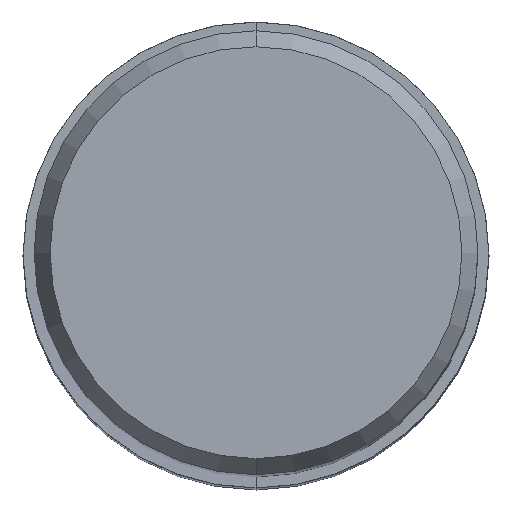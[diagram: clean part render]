
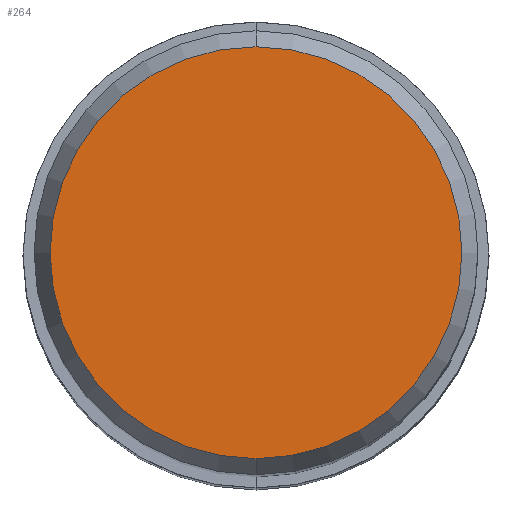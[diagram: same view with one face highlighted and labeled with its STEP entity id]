
A CAD part, top view. The second image highlights one B-rep face of the part: STEP entity #264.
In plain terms, the highlighted planar face has unit normal (0, 0, 1).
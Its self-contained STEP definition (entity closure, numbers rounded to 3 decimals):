
#176=VERTEX_POINT('',#361);
#196=EDGE_CURVE('',#224,#176,#384,.T.);
#224=VERTEX_POINT('',#416);
#256=EDGE_CURVE('',#176,#224,#454,.T.);
#264=ADVANCED_FACE('',(#462),#463,.T.);
#361=CARTESIAN_POINT('',(0.,-8.837,0.01));
#384=CIRCLE('',#599,8.837);
#416=CARTESIAN_POINT('',(0.0,8.837,0.01));
#454=CIRCLE('',#687,8.837);
#462=FACE_OUTER_BOUND('',#700,.T.);
#463=PLANE('',#701);
#599=AXIS2_PLACEMENT_3D('',#821,#822,#823);
#687=AXIS2_PLACEMENT_3D('',#921,#922,#923);
#700=EDGE_LOOP('',(#930,#931));
#701=AXIS2_PLACEMENT_3D('',#932,#933,#934);
#821=CARTESIAN_POINT('',(0.0,0.0,0.01));
#822=DIRECTION('',(0.0,0.0,-1.0));
#823=DIRECTION('',(0.0,1.0,0.0));
#921=CARTESIAN_POINT('',(0.0,0.0,0.01));
#922=DIRECTION('',(0.0,0.0,-1.0));
#923=DIRECTION('',(0.0,1.0,0.0));
#930=ORIENTED_EDGE('',*,*,#196,.F.);
#931=ORIENTED_EDGE('',*,*,#256,.F.);
#932=CARTESIAN_POINT('',(0.0,4.419,0.01));
#933=DIRECTION('',(-0.0,0.0,1.0));
#934=DIRECTION('',(0.0,-1.0,0.0));
